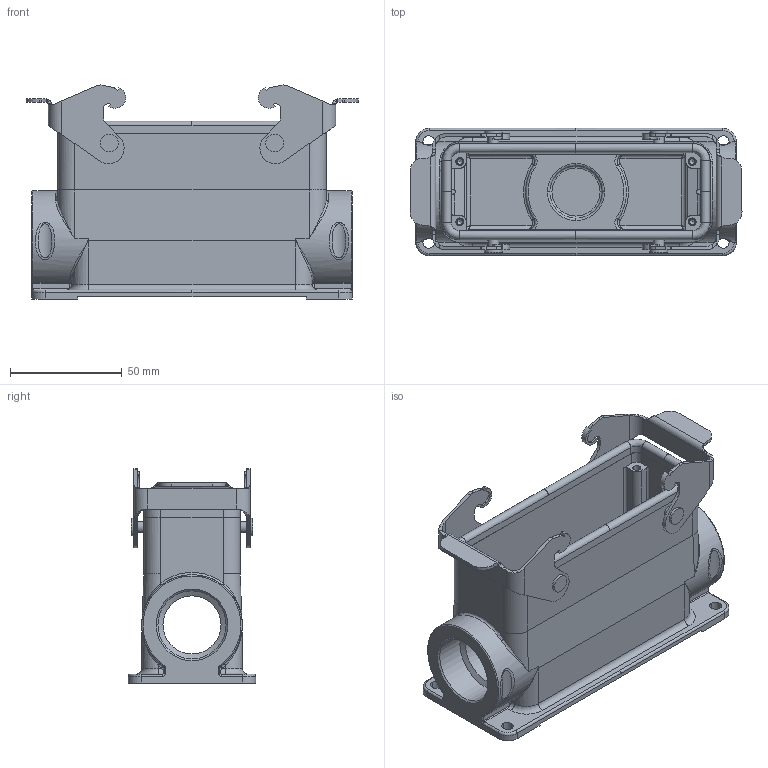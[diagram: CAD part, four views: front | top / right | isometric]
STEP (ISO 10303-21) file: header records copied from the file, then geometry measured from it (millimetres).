
FILE_DESCRIPTION(/* description */ (''),/* implementation_level */ '2;1');
FILE_NAME(/* name */ 'c146 10n024 600 2nxc001-04.stp',/* time_stamp */ '2021-10-12T12:50:31+02:00',/* author */ (''),/* organization */ (''),/* preprocessor_version */ 'ST-DEVELOPER v16.7',/* originating_system */ 'SIEMENS PLM Software NX 12.0',/* authorisation */ '');
FILE_SCHEMA (('AUTOMOTIVE_DESIGN { 1 0 10303 214 3 1 1 1 }'));
Length unit declared in the file: millimetre
Products named in the file (7): n 23 020 00x1nxm001-01; N 03 049 0001-03; C146 M56 052 E2-01; n 06 120 0001nxm001-02; N 25 049 1000-03_SOLID; c146 10n024 600 2nxm001-04; c146 10n024 600 2nxc001-04
Assembly tree (11 placements, depth 4):
  c146 10n024 600 2nxc001-04
    c146 10n024 600 2nxm001-04
      n 06 120 0001nxm001-02
      C146 M56 052 E2-01
      N 03 049 0001-03  x4
      N 25 049 1000-03_SOLID  x2
        n 23 020 00x1nxm001-01
Bounding box: 148.6 x 57 x 95.79 mm (x, y, z)
Volume: 161589.9 mm3; surface area: 76702.1 mm2
Topology: 1 solids, 1 shells, 456 faces, 1169 edges, 729 vertices
Faces by surface type: cylinder 175, plane 160, bspline 76, torus 29, cone 8, sphere 4, revolution 4
Full cylindrical faces by diameter (mm): 2.5 x4, 2.7 x4, 3.5 x4, 4.8 x4, 8 x4, 23.5 x1, 26 x2, 30.5 x2
Entity records: 18415 total; most frequent: CARTESIAN_POINT 6752, ORIENTED_EDGE 2204, DIRECTION 1864, EDGE_CURVE 1102, AXIS2_PLACEMENT_3D 728, VERTEX_POINT 712, EDGE_LOOP 532, ADVANCED_FACE 456
